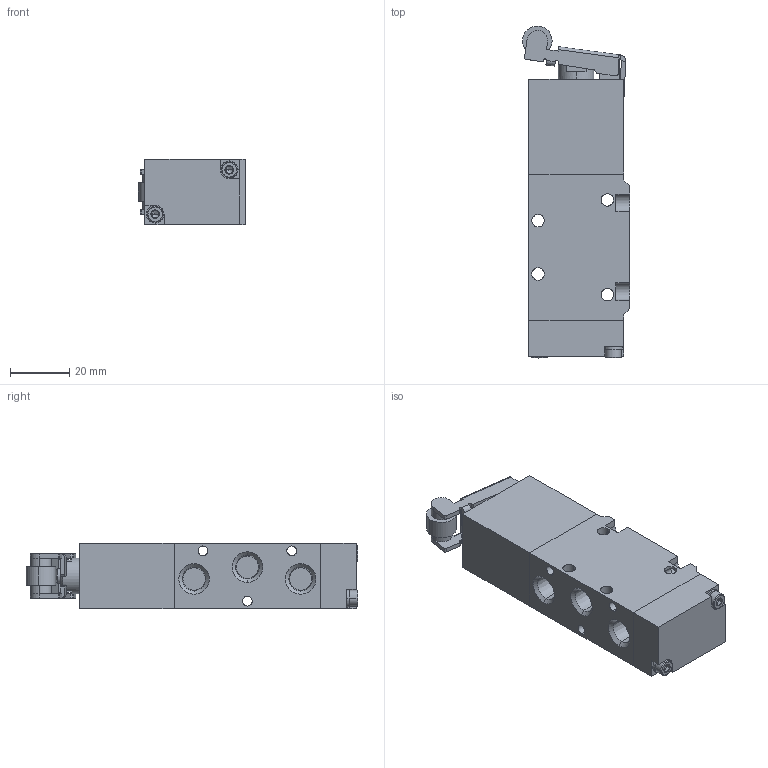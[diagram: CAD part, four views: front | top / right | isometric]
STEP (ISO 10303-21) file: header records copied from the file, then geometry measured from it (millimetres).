
FILE_DESCRIPTION (( 'STEP AP203' ), '1' );
FILE_NAME ('7001000410U.step', '2024-02-07T21:25:40', ( '' ), ( '' ), 'SwSTEP 2.0', 'SolidWorks 2023', '' );
FILE_SCHEMA (( 'CONFIG_CONTROL_DESIGN' ));
Length unit declared in the file: inch
Products named in the file (1): 7001000410U
Bounding box: 36.14 x 112.1 x 22 mm (x, y, z)
Volume: 66614.3 mm3; surface area: 20942.1 mm2
Topology: 8 solids, 8 shells, 295 faces, 742 edges, 472 vertices
Faces by surface type: plane 143, cylinder 100, cone 38, bspline 14
Entity records: 9413 total; most frequent: CARTESIAN_POINT 2150, DIRECTION 1526, ORIENTED_EDGE 1476, EDGE_CURVE 738, AXIS2_PLACEMENT_3D 552, VERTEX_POINT 472, LINE 422, VECTOR 422
